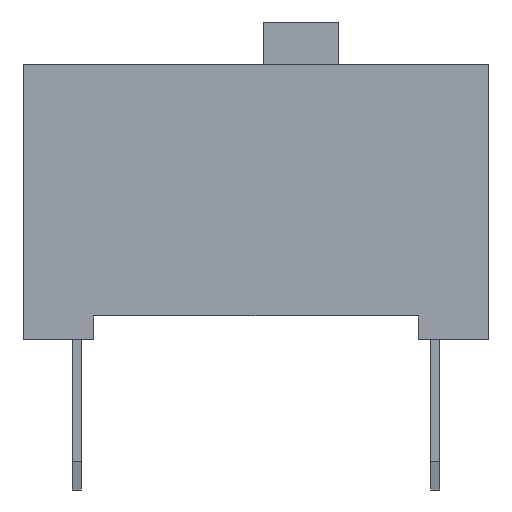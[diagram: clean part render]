
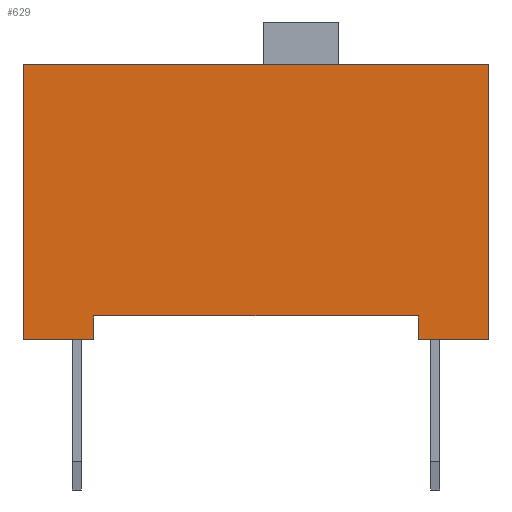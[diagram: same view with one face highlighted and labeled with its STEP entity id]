
A CAD part, front view. The second image highlights one B-rep face of the part: STEP entity #629.
In plain terms, the highlighted planar face has unit normal (0, -1, 0).
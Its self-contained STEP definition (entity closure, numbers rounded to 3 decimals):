
#12=DIRECTION('',(0.,0.,1.));
#27=VECTOR('',#28,1.);
#28=DIRECTION('',(-1.,0.,0.));
#34=VECTOR('',#12,1.);
#69=CARTESIAN_POINT('',(8.76,-22.565,0.));
#81=VERTEX_POINT('',#82);
#82=CARTESIAN_POINT('',(-1.14,-22.565,5.85));
#85=EDGE_CURVE('',#86,#81,#88,.T.);
#86=VERTEX_POINT('',#87);
#87=CARTESIAN_POINT('',(-1.14,-22.565,0.));
#88=LINE('',#87,#34);
#103=DIRECTION('',(1.,0.,0.));
#114=DIRECTION('',(0.,1.,0.));
#120=VECTOR('',#103,1.);
#123=VERTEX_POINT('',#124);
#124=CARTESIAN_POINT('',(7.26,-22.565,0.5));
#127=ORIENTED_EDGE('',*,*,#128,.T.);
#128=EDGE_CURVE('',#123,#129,#131,.T.);
#129=VERTEX_POINT('',#130);
#130=CARTESIAN_POINT('',(0.36,-22.565,0.5));
#131=LINE('',#132,#27);
#132=CARTESIAN_POINT('',(3.06,-22.565,0.5));
#612=VECTOR('',#613,1.);
#613=DIRECTION('',(0.,0.,-1.));
#621=VERTEX_POINT('',#622);
#622=CARTESIAN_POINT('',(0.36,-22.565,0.));
#625=ORIENTED_EDGE('',*,*,#626,.F.);
#626=EDGE_CURVE('',#86,#621,#627,.T.);
#627=LINE('',#87,#120);
#629=ADVANCED_FACE('',(#630),#652,.F.);
#630=FACE_BOUND('',#631,.F.);
#631=EDGE_LOOP('',(#625,#632,#633,#638,#642,#646,#127,#649));
#632=ORIENTED_EDGE('',*,*,#85,.T.);
#633=ORIENTED_EDGE('',*,*,#634,.T.);
#634=EDGE_CURVE('',#81,#635,#637,.T.);
#635=VERTEX_POINT('',#636);
#636=CARTESIAN_POINT('',(8.76,-22.565,5.85));
#637=LINE('',#82,#120);
#638=ORIENTED_EDGE('',*,*,#639,.F.);
#639=EDGE_CURVE('',#640,#635,#641,.T.);
#640=VERTEX_POINT('',#69);
#641=LINE('',#69,#34);
#642=ORIENTED_EDGE('',*,*,#643,.F.);
#643=EDGE_CURVE('',#644,#640,#627,.T.);
#644=VERTEX_POINT('',#645);
#645=CARTESIAN_POINT('',(7.26,-22.565,0.));
#646=ORIENTED_EDGE('',*,*,#647,.T.);
#647=EDGE_CURVE('',#644,#123,#648,.T.);
#648=LINE('',#645,#34);
#649=ORIENTED_EDGE('',*,*,#650,.T.);
#650=EDGE_CURVE('',#129,#621,#651,.T.);
#651=LINE('',#622,#612);
#652=PLANE('',#653);
#653=AXIS2_PLACEMENT_3D('',#87,#114,#103);
